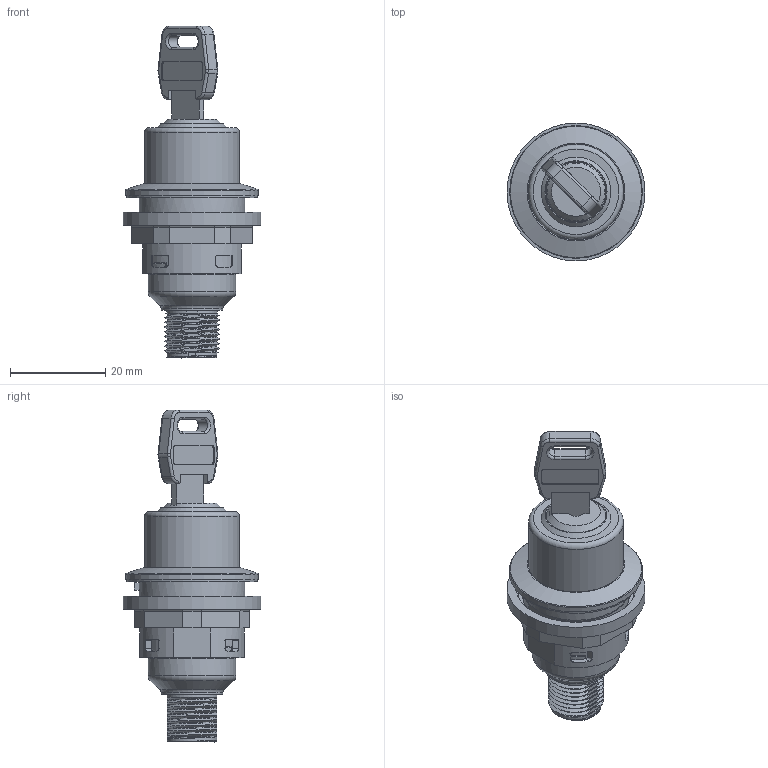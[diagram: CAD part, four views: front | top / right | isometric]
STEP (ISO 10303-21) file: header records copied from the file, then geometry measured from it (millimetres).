
FILE_DESCRIPTION(/* description */ (''),/* implementation_level */ '2;1');
FILE_NAME(/* name */ 'S(SW)(VA)SSA17OI_C008_ipt.stp',/* time_stamp */ '2019-12-11T08:20:07+01:00',/* author */ ('ahoffmann'),/* organization */ (''),/* preprocessor_version */ 'ST-DEVELOPER v17.2',/* originating_system */ 'Autodesk Inventor 2019',/* authorisation */ '');
FILE_SCHEMA (('AUTOMOTIVE_DESIGN { 1 0 10303 214 3 1 1 }'));
Length unit declared in the file: millimetre
Products named in the file (1): S(SW)(VA)SSA17OI_C008
Bounding box: 29 x 29 x 69.8 mm (x, y, z)
Volume: 15228.6 mm3; surface area: 6543.1 mm2
Topology: 1 solids, 1 shells, 385 faces, 1027 edges, 670 vertices
Faces by surface type: plane 185, cylinder 124, bspline 33, torus 28, cone 9, sphere 6
Full cylindrical faces by diameter (mm): 1 x4, 8.3 x1, 11.9 x1, 12.65 x1, 13 x1, 18.5 x2, 19.95 x1, 22.2 x1, 22.6 x1, 25.35 x1, 27.4 x1, 27.9 x1, 29 x1
Entity records: 17574 total; most frequent: CARTESIAN_POINT 8132, ORIENTED_EDGE 2046, DIRECTION 1856, EDGE_CURVE 1023, AXIS2_PLACEMENT_3D 676, VERTEX_POINT 670, LINE 504, VECTOR 504
